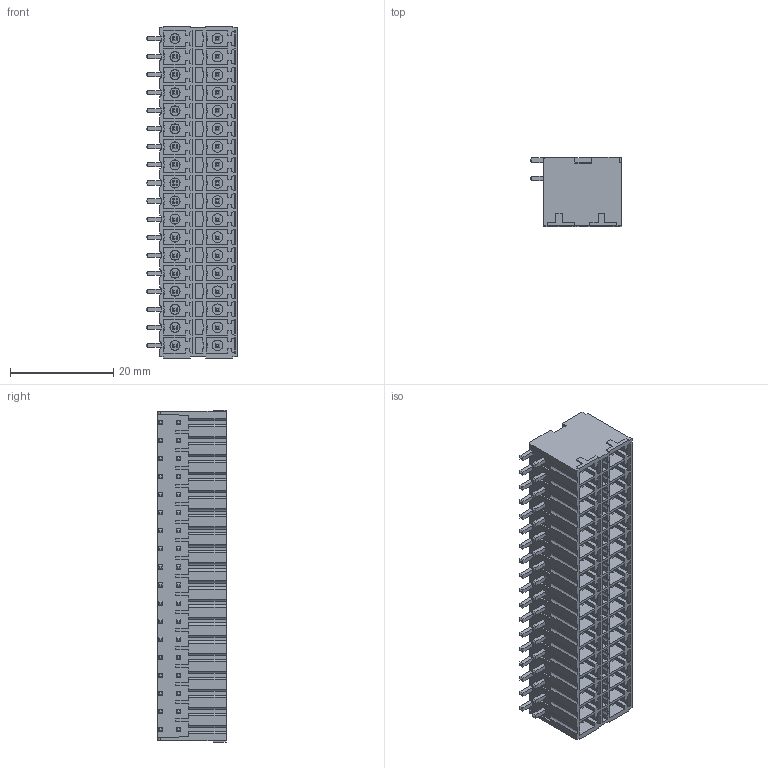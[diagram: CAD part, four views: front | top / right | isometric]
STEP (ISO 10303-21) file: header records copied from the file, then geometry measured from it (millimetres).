
FILE_DESCRIPTION((''),'2;1');
FILE_NAME('TLPHDC-007R-1','2024-09-14T10:33:24',('sheji109'),(''),'CREO PARAMETRIC BY PTC INC, 2018100','CREO PARAMETRIC BY PTC INC, 2018100','');
FILE_SCHEMA(('AUTOMOTIVE_DESIGN { 1 0 10303 214 1 1 1 1 }'));
Length unit declared in the file: millimetre
Products named in the file (1): TLPHDC-007R-1
Bounding box: 17.8 x 13.3 x 64.4 mm (x, y, z)
Volume: 8726.9 mm3; surface area: 11201.8 mm2
Topology: 1 solids, 1 shells, 1968 faces, 5124 edges, 3320 vertices
Faces by surface type: plane 1750, cylinder 146, cone 72
Entity records: 59326 total; most frequent: CARTESIAN_POINT 10778, ORIENTED_EDGE 10248, DIRECTION 9384, EDGE_CURVE 5124, VECTOR 4652, LINE 4652, VERTEX_POINT 3320, AXIS2_PLACEMENT_3D 2366
